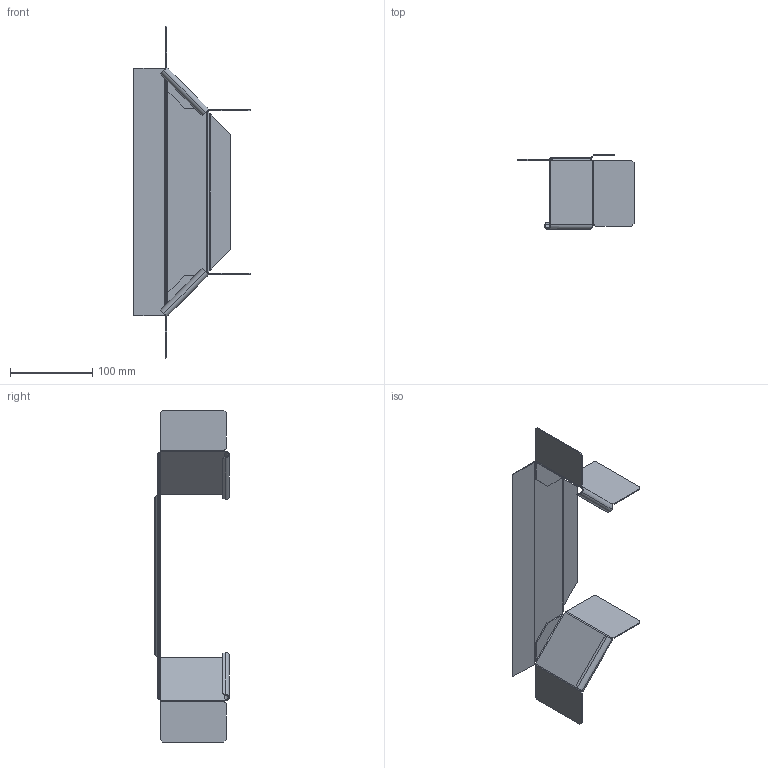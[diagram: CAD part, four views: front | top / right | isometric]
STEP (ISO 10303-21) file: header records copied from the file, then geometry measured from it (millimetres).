
FILE_DESCRIPTION((''),'2;1');
FILE_NAME('7122213_ASM','2012-11-15T',('AndreasKeweloh'),(''),'PRO/ENGINEER BY PARAMETRIC TECHNOLOGY CORPORATION, 2012230','PRO/ENGINEER BY PARAMETRIC TECHNOLOGY CORPORATION, 2012230','');
FILE_SCHEMA(('CONFIG_CONTROL_DESIGN'));
Length unit declared in the file: millimetre
Products named in the file (4): 7122213BODENBLECH-200; 7122213WINKELVERBINDER; 7122213WINKELVERBINDER_1_ASM; 7122213_ASM
Assembly tree (4 placements, depth 3):
  7122213_ASM
    7122213BODENBLECH-200
    7122213WINKELVERBINDER_1_ASM  x2
      7122213WINKELVERBINDER
Bounding box: 140.76 x 90.28 x 402.47 mm (x, y, z)
Volume: 69201.6 mm3; surface area: 124579.5 mm2
Topology: 3 solids, 3 shells, 136 faces, 340 edges, 206 vertices
Faces by surface type: plane 82, cylinder 32, bspline 18, torus 4
Entity records: 4354 total; most frequent: CARTESIAN_POINT 2285, ORIENTED_EDGE 424, DIRECTION 378, EDGE_CURVE 212, VECTOR 164, LINE 164, VERTEX_POINT 130, AXIS2_PLACEMENT_3D 107
